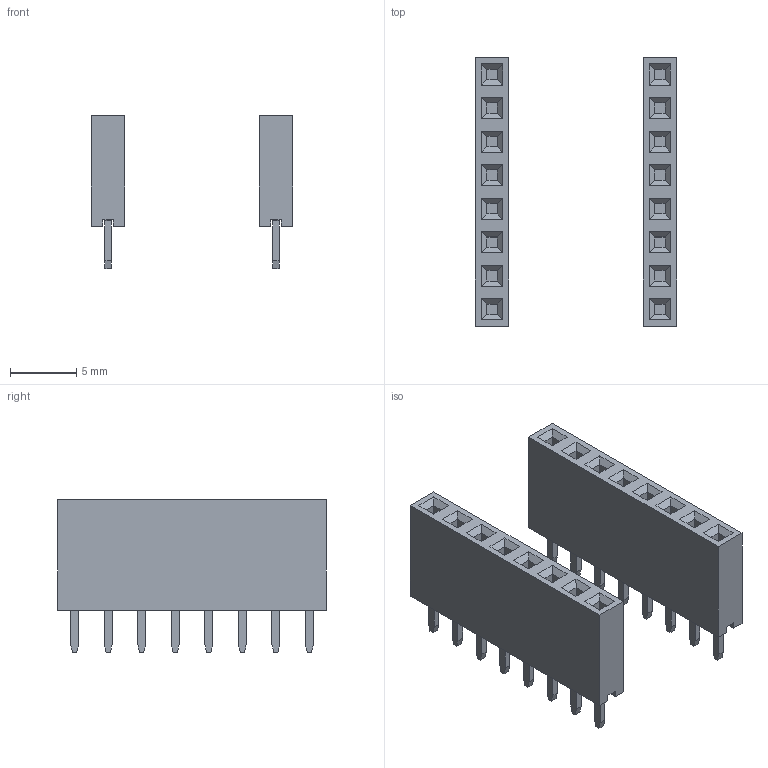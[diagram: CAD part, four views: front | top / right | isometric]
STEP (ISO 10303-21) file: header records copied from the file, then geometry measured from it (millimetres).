
FILE_DESCRIPTION(('FreeCAD Model'),'2;1');
FILE_NAME('Open CASCADE Shape Model','2021-09-12T11:34:44',('Author'),( ''),'Open CASCADE STEP processor 7.4','FreeCAD','Unknown');
FILE_SCHEMA(('AUTOMOTIVE_DESIGN { 1 0 10303 214 1 1 1 1 }'));
Length unit declared in the file: millimetre
Products named in the file (1): PBS-8
Bounding box: 15.24 x 20.32 x 11.6 mm (x, y, z)
Volume: 796.3 mm3; surface area: 1544.3 mm2
Topology: 18 solids, 18 shells, 500 faces, 3696 edges, 5728 vertices
Faces by surface type: plane 436, cylinder 64
Entity records: 43482 total; most frequent: CARTESIAN_POINT 9925, DIRECTION 5082, LINE 3312, VECTOR 3312, ORIENTED_EDGE 2464, GEOMETRIC_CURVE_SET 2464, TRIMMED_CURVE 2464, EDGE_CURVE 1232
